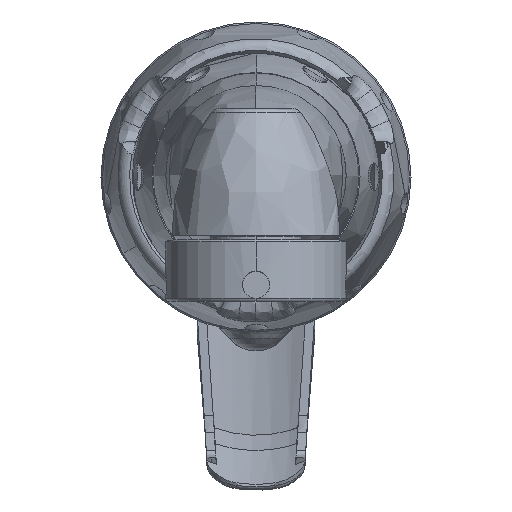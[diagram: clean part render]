
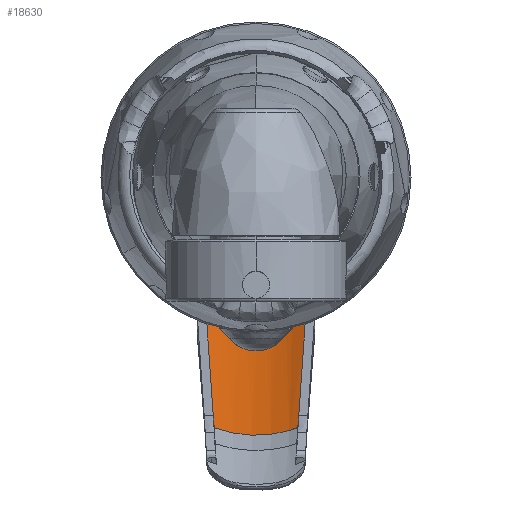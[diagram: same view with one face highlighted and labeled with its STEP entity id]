
A CAD part, top view. The second image highlights one B-rep face of the part: STEP entity #18630.
In plain terms, the highlighted cylindrical face has radius 19 mm (diameter 38 mm), a partial arc.
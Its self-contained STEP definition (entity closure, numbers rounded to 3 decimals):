
#16387=CARTESIAN_POINT('',(-6.928,-41.47,
-42.068));
#16391=CARTESIAN_POINT('',(-6.928,-41.485,
-42.021));
#16623=CARTESIAN_POINT('',(-8.484,-40.83,
-41.802));
#16630=CARTESIAN_POINT('',(0.,-24.704,-36.42));
#16631=DIRECTION('',(0.,0.317,-0.949));
#16632=DIRECTION('',(-0.365,-0.883,-0.295));
#16633=AXIS2_PLACEMENT_3D('',#16630,#16631,#16632);
#16640=CARTESIAN_POINT('',(8.484,-40.83,
-41.802));
#16655=CARTESIAN_POINT('',(0.,-24.704,-36.42));
#16656=DIRECTION('',(0.,0.317,-0.949));
#16657=DIRECTION('',(0.447,-0.849,-0.283));
#16658=AXIS2_PLACEMENT_3D('',#16655,#16656,#16657);
#16660=CARTESIAN_POINT('',(-8.25,-20.057,-104.404));
#16661=CARTESIAN_POINT('',(-8.156,-20.102,
-104.411));
#16662=CARTESIAN_POINT('',(-7.968,-20.191,
-104.424));
#16663=CARTESIAN_POINT('',(-7.779,-20.277,
-104.437));
#16664=CARTESIAN_POINT('',(-7.684,-20.319,
-104.443));
#16666=CARTESIAN_POINT('',(-7.684,-20.319,
-104.443));
#16667=CARTESIAN_POINT('',(-7.646,-20.336,
-104.446));
#16668=CARTESIAN_POINT('',(-7.57,-20.366,
-104.462));
#16669=CARTESIAN_POINT('',(-7.462,-20.396,
-104.518));
#16670=CARTESIAN_POINT('',(-7.367,-20.41,
-104.603));
#16671=CARTESIAN_POINT('',(-7.296,-20.405,
-104.711));
#16672=CARTESIAN_POINT('',(-7.262,-20.392,
-104.795));
#16673=CARTESIAN_POINT('',(-7.252,-20.381,
-104.841));
#16675=CARTESIAN_POINT('',(-7.252,-20.381,
-104.841));
#16676=CARTESIAN_POINT('',(-7.252,-20.496,
-104.498));
#16677=CARTESIAN_POINT('',(-7.25,-20.611,-104.155));
#16678=CARTESIAN_POINT('',(-7.25,-20.726,-103.811));
#16680=CARTESIAN_POINT('',(-7.25,-20.726,-103.811));
#16681=CARTESIAN_POINT('',(-6.042,-21.473,
-103.149));
#16682=CARTESIAN_POINT('',(-3.625,-22.536,-102.208));
#16683=CARTESIAN_POINT('',(0.,-23.049,-101.753));
#16684=CARTESIAN_POINT('',(3.625,-22.536,-102.208));
#16685=CARTESIAN_POINT('',(6.042,-21.473,
-103.149));
#16686=CARTESIAN_POINT('',(7.25,-20.726,-103.811));
#16688=DIRECTION('',(0.,0.317,-0.949));
#16689=VECTOR('',#16688,1.087);
#16690=CARTESIAN_POINT('',(7.25,-20.726,-103.811));
#16691=LINE('',#16690,#16689);
#16692=CARTESIAN_POINT('',(7.25,-20.382,
-104.842));
#16693=CARTESIAN_POINT('',(7.26,-20.393,
-104.796));
#16694=CARTESIAN_POINT('',(7.297,-20.405,
-104.711));
#16695=CARTESIAN_POINT('',(7.366,-20.41,
-104.604));
#16696=CARTESIAN_POINT('',(7.462,-20.396,
-104.518));
#16697=CARTESIAN_POINT('',(7.57,-20.366,
-104.462));
#16698=CARTESIAN_POINT('',(7.646,-20.336,
-104.446));
#16699=CARTESIAN_POINT('',(7.684,-20.319,
-104.443));
#16701=CARTESIAN_POINT('',(7.684,-20.319,
-104.443));
#16702=CARTESIAN_POINT('',(7.779,-20.277,
-104.437));
#16703=CARTESIAN_POINT('',(7.968,-20.191,
-104.424));
#16704=CARTESIAN_POINT('',(8.156,-20.102,
-104.411));
#16705=CARTESIAN_POINT('',(8.25,-20.057,-104.404));
#16707=DIRECTION('',(0.,-0.317,0.949));
#16708=VECTOR('',#16707,17.539);
#16709=CARTESIAN_POINT('',(8.25,-20.057,-104.404));
#16710=LINE('',#16709,#16708);
#16711=CARTESIAN_POINT('',(8.25,-25.609,-87.767));
#16712=CARTESIAN_POINT('',(8.107,-27.329,
-82.834));
#16713=CARTESIAN_POINT('',(7.817,-30.796,
-72.871));
#16714=CARTESIAN_POINT('',(7.377,-36.083,
-57.638));
#16715=CARTESIAN_POINT('',(7.078,-39.665,
-47.29));
#16716=CARTESIAN_POINT('',(6.928,-41.47,
-42.068));
#16718=CARTESIAN_POINT('',(6.928,-41.47,
-42.068));
#16719=CARTESIAN_POINT('',(7.457,-41.278,
-41.987));
#16720=CARTESIAN_POINT('',(7.976,-41.065,
-41.898));
#16721=CARTESIAN_POINT('',(8.484,-40.83,
-41.802));
#16723=CARTESIAN_POINT('',(-8.484,-40.83,
-41.802));
#16724=CARTESIAN_POINT('',(-7.976,-41.065,
-41.898));
#16725=CARTESIAN_POINT('',(-7.457,-41.278,
-41.987));
#16726=CARTESIAN_POINT('',(-6.928,-41.47,
-42.068));
#16728=CARTESIAN_POINT('',(-6.928,-41.47,
-42.068));
#16729=CARTESIAN_POINT('',(-7.078,-39.665,
-47.29));
#16730=CARTESIAN_POINT('',(-7.377,-36.083,
-57.638));
#16731=CARTESIAN_POINT('',(-7.817,-30.796,
-72.871));
#16732=CARTESIAN_POINT('',(-8.107,-27.329,
-82.834));
#16733=CARTESIAN_POINT('',(-8.25,-25.609,-87.767));
#16735=DIRECTION('',(0.,0.317,-0.949));
#16736=VECTOR('',#16735,17.539);
#16737=CARTESIAN_POINT('',(-8.25,-25.609,-87.767));
#16738=LINE('',#16737,#16736);
#16939=VERTEX_POINT('',#16623);
#16942=VERTEX_POINT('',#16391);
#16943=VERTEX_POINT('',#16387);
#16951=VERTEX_POINT('',#16733);
#16952=VERTEX_POINT('',#16640);
#16959=VERTEX_POINT('',#16718);
#16960=VERTEX_POINT('',#16711);
#17041=CARTESIAN_POINT('',(-8.25,-20.057,-104.404));
#17042=VERTEX_POINT('',#17041);
#17043=CARTESIAN_POINT('',(8.25,-20.057,-104.404));
#17044=VERTEX_POINT('',#17043);
#17045=VERTEX_POINT('',#16680);
#17046=VERTEX_POINT('',#16686);
#17059=VERTEX_POINT('',#16664);
#17060=VERTEX_POINT('',#16701);
#17065=VERTEX_POINT('',#16692);
#17068=VERTEX_POINT('',#16673);
#18595=CARTESIAN_POINT('',(0.,-3.494,-99.966));
#18596=DIRECTION('',(0.,-0.317,0.949));
#18597=DIRECTION('',(0.,-0.949,-0.317));
#18598=AXIS2_PLACEMENT_3D('',#18595,#18596,#18597);
#18599=CYLINDRICAL_SURFACE('',#18598,19.);
#18601=ORIENTED_EDGE('',*,*,#18600,.T.);
#18603=ORIENTED_EDGE('',*,*,#18602,.T.);
#18605=ORIENTED_EDGE('',*,*,#18604,.T.);
#18607=ORIENTED_EDGE('',*,*,#18606,.T.);
#18609=ORIENTED_EDGE('',*,*,#18608,.T.);
#18611=ORIENTED_EDGE('',*,*,#18610,.T.);
#18613=ORIENTED_EDGE('',*,*,#18612,.T.);
#18615=ORIENTED_EDGE('',*,*,#18614,.T.);
#18617=ORIENTED_EDGE('',*,*,#18616,.T.);
#18619=ORIENTED_EDGE('',*,*,#18618,.T.);
#18620=ORIENTED_EDGE('',*,*,#18578,.T.);
#18621=ORIENTED_EDGE('',*,*,#18552,.T.);
#18623=ORIENTED_EDGE('',*,*,#18622,.T.);
#18625=ORIENTED_EDGE('',*,*,#18624,.T.);
#18627=ORIENTED_EDGE('',*,*,#18626,.T.);
#18628=EDGE_LOOP('',(#18601,#18603,#18605,#18607,#18609,#18611,#18613,#18615,
#18617,#18619,#18620,#18621,#18623,#18625,#18627));
#18629=FACE_OUTER_BOUND('',#18628,.F.);
#18630=ADVANCED_FACE('',(#18629),#18599,.F.);
#16634=CIRCLE('',#16633,19.);
#16659=CIRCLE('',#16658,19.);
#16665=B_SPLINE_CURVE_WITH_KNOTS('',3,(#16660,#16661,#16662,#16663,#16664),
.UNSPECIFIED.,.F.,.F.,(4,1,4),(0.,0.5,1.),.UNSPECIFIED.);
#16674=B_SPLINE_CURVE_WITH_KNOTS('',3,(#16666,#16667,#16668,#16669,#16670,
#16671,#16672,#16673),.UNSPECIFIED.,.F.,.F.,(4,1,1,1,1,4),(0.,0.2,0.4,
0.6,0.8,1.),.UNSPECIFIED.);
#16679=B_SPLINE_CURVE_WITH_KNOTS('',3,(#16675,#16676,#16677,#16678),
.UNSPECIFIED.,.F.,.F.,(4,4),(0.,1.),.UNSPECIFIED.);
#16687=B_SPLINE_CURVE_WITH_KNOTS('',3,(#16680,#16681,#16682,#16683,#16684,
#16685,#16686),.UNSPECIFIED.,.F.,.F.,(4,1,1,1,4),(0.,0.25,0.5,0.75,
1.),.UNSPECIFIED.);
#16700=B_SPLINE_CURVE_WITH_KNOTS('',3,(#16692,#16693,#16694,#16695,#16696,
#16697,#16698,#16699),.UNSPECIFIED.,.F.,.F.,(4,1,1,1,1,4),(0.,0.2,0.4,
0.6,0.8,1.),.UNSPECIFIED.);
#16706=B_SPLINE_CURVE_WITH_KNOTS('',3,(#16701,#16702,#16703,#16704,#16705),
.UNSPECIFIED.,.F.,.F.,(4,1,4),(0.,0.5,1.),.UNSPECIFIED.);
#16717=B_SPLINE_CURVE_WITH_KNOTS('',3,(#16711,#16712,#16713,#16714,#16715,
#16716),.UNSPECIFIED.,.F.,.F.,(4,1,1,4),(0.,0.333,
0.667,1.),.UNSPECIFIED.);
#16722=B_SPLINE_CURVE_WITH_KNOTS('',3,(#16718,#16719,#16720,#16721),
.UNSPECIFIED.,.F.,.F.,(4,4),(0.,1.),.UNSPECIFIED.);
#16727=B_SPLINE_CURVE_WITH_KNOTS('',3,(#16723,#16724,#16725,#16726),
.UNSPECIFIED.,.F.,.F.,(4,4),(0.,1.),.UNSPECIFIED.);
#16734=B_SPLINE_CURVE_WITH_KNOTS('',3,(#16728,#16729,#16730,#16731,#16732,
#16733),.UNSPECIFIED.,.F.,.F.,(4,1,1,4),(0.,0.333,
0.667,1.),.UNSPECIFIED.);
#18552=EDGE_CURVE('',#16942,#16939,#16634,.T.);
#18578=EDGE_CURVE('',#16952,#16942,#16659,.T.);
#18600=EDGE_CURVE('',#17042,#17059,#16665,.T.);
#18602=EDGE_CURVE('',#17059,#17068,#16674,.T.);
#18604=EDGE_CURVE('',#17068,#17045,#16679,.T.);
#18606=EDGE_CURVE('',#17045,#17046,#16687,.T.);
#18608=EDGE_CURVE('',#17046,#17065,#16691,.T.);
#18610=EDGE_CURVE('',#17065,#17060,#16700,.T.);
#18612=EDGE_CURVE('',#17060,#17044,#16706,.T.);
#18614=EDGE_CURVE('',#17044,#16960,#16710,.T.);
#18616=EDGE_CURVE('',#16960,#16959,#16717,.T.);
#18618=EDGE_CURVE('',#16959,#16952,#16722,.T.);
#18622=EDGE_CURVE('',#16939,#16943,#16727,.T.);
#18624=EDGE_CURVE('',#16943,#16951,#16734,.T.);
#18626=EDGE_CURVE('',#16951,#17042,#16738,.T.);
